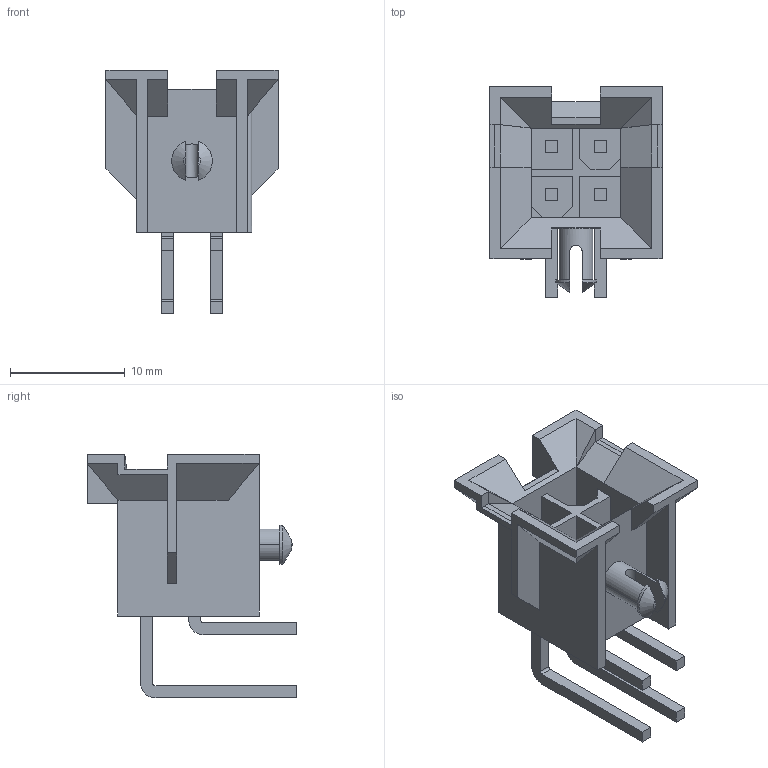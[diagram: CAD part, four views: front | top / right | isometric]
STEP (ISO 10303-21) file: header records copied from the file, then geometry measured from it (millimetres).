
FILE_DESCRIPTION((''),'2;1');
FILE_NAME('015246043','2013-11-05T',('me'),(''),'PRO/ENGINEER BY PARAMETRIC TECHNOLOGY CORPORATION, 2012230','PRO/ENGINEER BY PARAMETRIC TECHNOLOGY CORPORATION, 2012230','');
FILE_SCHEMA(('CONFIG_CONTROL_DESIGN'));
Length unit declared in the file: millimetre
Products named in the file (1): 015246043
Bounding box: 15 x 18.3 x 21.23 mm (x, y, z)
Volume: 1077.5 mm3; surface area: 2023.8 mm2
Topology: 1 solids, 1 shells, 161 faces, 441 edges, 292 vertices
Faces by surface type: plane 143, cylinder 14, cone 2, bspline 2
Entity records: 5178 total; most frequent: CARTESIAN_POINT 1048, ORIENTED_EDGE 860, DIRECTION 791, EDGE_CURVE 430, VECTOR 391, LINE 391, VERTEX_POINT 280, AXIS2_PLACEMENT_3D 200
